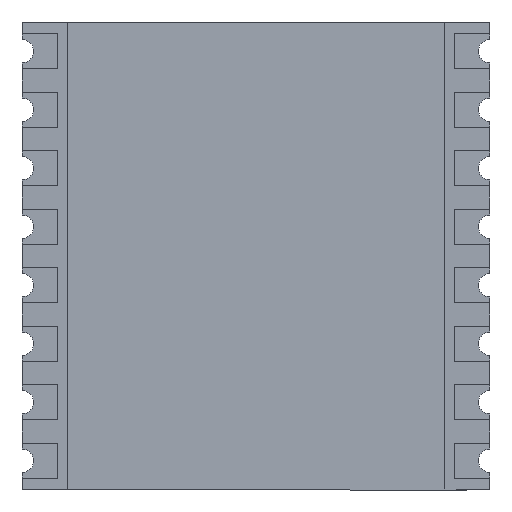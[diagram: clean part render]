
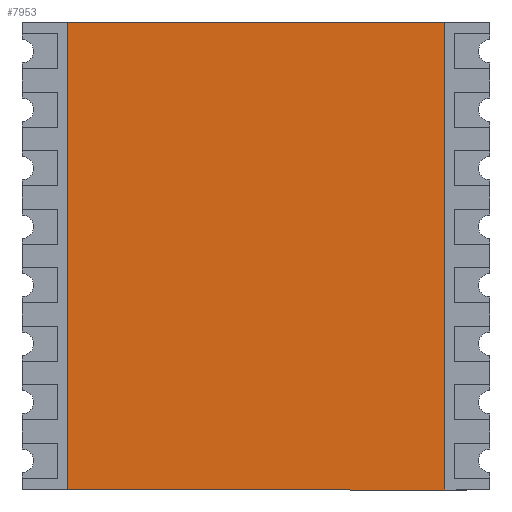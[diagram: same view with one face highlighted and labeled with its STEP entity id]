
A CAD part, front view. The second image highlights one B-rep face of the part: STEP entity #7953.
In plain terms, the highlighted planar face has unit normal (0, -1, 0).
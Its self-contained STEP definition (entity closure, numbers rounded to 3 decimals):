
#722 = FACE_OUTER_BOUND ( 'NONE', #9970, .T. ) ;
#1657 = CARTESIAN_POINT ( 'NONE',  ( 0., 0., 8. ) ) ;
#1954 = VECTOR ( 'NONE', #8363, 1000. ) ;
#3274 = CARTESIAN_POINT ( 'NONE',  ( -6.45, 0., -8. ) ) ;
#3565 = EDGE_CURVE ( 'NONE', #5435, #5343, #8638, .T. ) ;
#4321 = DIRECTION ( 'NONE',  ( 0., 0., -1. ) ) ;
#4587 = ORIENTED_EDGE ( 'NONE', *, *, #3565, .T. ) ;
#4911 = VERTEX_POINT ( 'NONE', #6168 ) ;
#5343 = VERTEX_POINT ( 'NONE', #11083 ) ;
#5435 = VERTEX_POINT ( 'NONE', #13235 ) ;
#5688 = AXIS2_PLACEMENT_3D ( 'NONE', #11501, #6249, #7205 ) ;
#5817 = VECTOR ( 'NONE', #13364, 1000. ) ;
#6168 = CARTESIAN_POINT ( 'NONE',  ( -6.45, 0., 8. ) ) ;
#6239 = ORIENTED_EDGE ( 'NONE', *, *, #13647, .T. ) ;
#6249 = DIRECTION ( 'NONE',  ( 0., 1., 0. ) ) ;
#6305 = VECTOR ( 'NONE', #4321, 1000. ) ;
#6385 = PLANE ( 'NONE',  #5688 ) ;
#7205 = DIRECTION ( 'NONE',  ( 0., 0., 1. ) ) ;
#7299 = CARTESIAN_POINT ( 'NONE',  ( 6.45, 0., -8. ) ) ;
#7953 = ADVANCED_FACE ( 'NONE', ( #722 ), #6385, .F. ) ;
#8363 = DIRECTION ( 'NONE',  ( 0., 0., 1. ) ) ;
#8638 = LINE ( 'NONE', #8969, #5817 ) ;
#8969 = CARTESIAN_POINT ( 'NONE',  ( 0., 0., -8. ) ) ;
#9094 = LINE ( 'NONE', #1657, #13039 ) ;
#9279 = EDGE_CURVE ( 'NONE', #4911, #9462, #9094, .T. ) ;
#9462 = VERTEX_POINT ( 'NONE', #12626 ) ;
#9970 = EDGE_LOOP ( 'NONE', ( #4587, #6239, #11403, #13061 ) ) ;
#10436 = LINE ( 'NONE', #3274, #6305 ) ;
#11083 = CARTESIAN_POINT ( 'NONE',  ( 6.45, 0., -8. ) ) ;
#11403 = ORIENTED_EDGE ( 'NONE', *, *, #9279, .F. ) ;
#11501 = CARTESIAN_POINT ( 'NONE',  ( 0., 0., 0. ) ) ;
#12549 = EDGE_CURVE ( 'NONE', #4911, #5435, #10436, .T. ) ;
#12626 = CARTESIAN_POINT ( 'NONE',  ( 6.45, 0., 8. ) ) ;
#13039 = VECTOR ( 'NONE', #13098, 1000. ) ;
#13061 = ORIENTED_EDGE ( 'NONE', *, *, #12549, .T. ) ;
#13098 = DIRECTION ( 'NONE',  ( 1., 0., 0. ) ) ;
#13235 = CARTESIAN_POINT ( 'NONE',  ( -6.45, 0., -8. ) ) ;
#13364 = DIRECTION ( 'NONE',  ( 1., 0., 0. ) ) ;
#13504 = LINE ( 'NONE', #7299, #1954 ) ;
#13647 = EDGE_CURVE ( 'NONE', #5343, #9462, #13504, .T. ) ;
